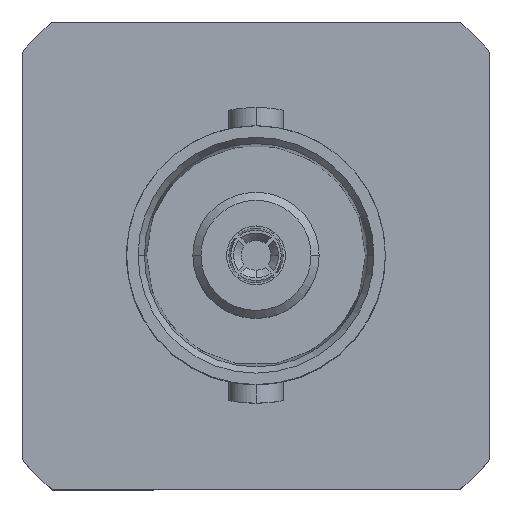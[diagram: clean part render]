
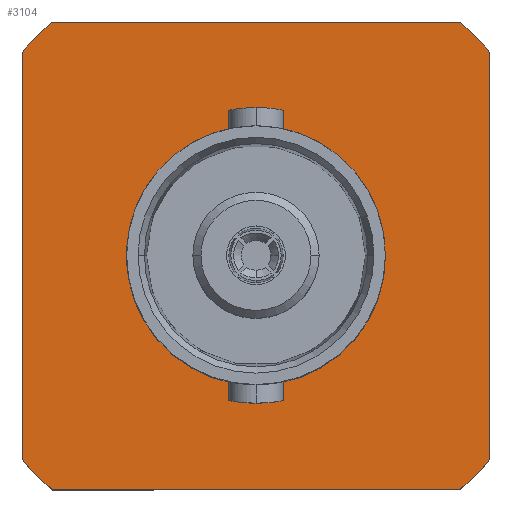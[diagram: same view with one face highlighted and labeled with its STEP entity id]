
A CAD part, top view. The second image highlights one B-rep face of the part: STEP entity #3104.
In plain terms, the highlighted planar face has unit normal (0, 0, 1).
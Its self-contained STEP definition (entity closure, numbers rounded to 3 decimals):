
#123 = DIRECTION ( 'NONE',  ( 0., -1., 0. ) ) ;
#165 = ORIENTED_EDGE ( 'NONE', *, *, #858, .T. ) ;
#192 = CARTESIAN_POINT ( 'NONE',  ( 0., 0., -15.8 ) ) ;
#234 = VERTEX_POINT ( 'NONE', #3597 ) ;
#281 = VERTEX_POINT ( 'NONE', #2920 ) ;
#310 = EDGE_CURVE ( 'NONE', #2829, #4514, #4937, .T. ) ;
#480 = VECTOR ( 'NONE', #4367, 1000. ) ;
#487 = PLANE ( 'NONE',  #5076 ) ;
#609 = LINE ( 'NONE', #5794, #1760 ) ;
#775 = LINE ( 'NONE', #5188, #480 ) ;
#786 = AXIS2_PLACEMENT_3D ( 'NONE', #5285, #2397, #5764 ) ;
#858 = EDGE_CURVE ( 'NONE', #1518, #2829, #775, .T. ) ;
#862 = CARTESIAN_POINT ( 'NONE',  ( -8.75, 7.616, -15.8 ) ) ;
#882 = CARTESIAN_POINT ( 'NONE',  ( 8.75, 8.75, -15.8 ) ) ;
#901 = AXIS2_PLACEMENT_3D ( 'NONE', #3580, #3572, #3557 ) ;
#1133 = AXIS2_PLACEMENT_3D ( 'NONE', #1935, #1912, #1870 ) ;
#1220 = VECTOR ( 'NONE', #4852, 1000. ) ;
#1368 = VECTOR ( 'NONE', #2259, 1000. ) ;
#1518 = VERTEX_POINT ( 'NONE', #862 ) ;
#1540 = DIRECTION ( 'NONE',  ( 0., 0., 1. ) ) ;
#1550 = CARTESIAN_POINT ( 'NONE',  ( 0., -4.84, -15.8 ) ) ;
#1556 = CIRCLE ( 'NONE', #4791, 4.84 ) ;
#1746 = VERTEX_POINT ( 'NONE', #1550 ) ;
#1760 = VECTOR ( 'NONE', #5730, 1000. ) ;
#1765 = DIRECTION ( 'NONE',  ( 0., 0., 1. ) ) ;
#1836 = VERTEX_POINT ( 'NONE', #4623 ) ;
#1870 = DIRECTION ( 'NONE',  ( 0., -1., 0. ) ) ;
#1912 = DIRECTION ( 'NONE',  ( 0., 0., 1. ) ) ;
#1913 = EDGE_LOOP ( 'NONE', ( #3617, #4012, #2137, #4132, #165, #4217, #5506, #2445 ) ) ;
#1935 = CARTESIAN_POINT ( 'NONE',  ( 0., 0., -15.8 ) ) ;
#2005 = VERTEX_POINT ( 'NONE', #5235 ) ;
#2137 = ORIENTED_EDGE ( 'NONE', *, *, #3088, .T. ) ;
#2259 = DIRECTION ( 'NONE',  ( 0., 1., 0. ) ) ;
#2311 = EDGE_CURVE ( 'NONE', #234, #1518, #5841, .T. ) ;
#2335 = CARTESIAN_POINT ( 'NONE',  ( 8.75, 7.616, -15.8 ) ) ;
#2359 = CARTESIAN_POINT ( 'NONE',  ( 8.75, -8.75, -15.8 ) ) ;
#2397 = DIRECTION ( 'NONE',  ( 0., 0., 1. ) ) ;
#2445 = ORIENTED_EDGE ( 'NONE', *, *, #3515, .T. ) ;
#2590 = CARTESIAN_POINT ( 'NONE',  ( 0., 4.84, -15.8 ) ) ;
#2757 = DIRECTION ( 'NONE',  ( 0., -1., 0. ) ) ;
#2829 = VERTEX_POINT ( 'NONE', #4647 ) ;
#2844 = ORIENTED_EDGE ( 'NONE', *, *, #5022, .F. ) ;
#2920 = CARTESIAN_POINT ( 'NONE',  ( 8.75, -7.616, -15.8 ) ) ;
#3088 = EDGE_CURVE ( 'NONE', #2005, #234, #6216, .T. ) ;
#3104 = ADVANCED_FACE ( 'NONE', ( #4819, #3709 ), #487, .F. ) ;
#3108 = DIRECTION ( 'NONE',  ( 0., 0., 1. ) ) ;
#3119 = CIRCLE ( 'NONE', #901, 11.6 ) ;
#3142 = EDGE_CURVE ( 'NONE', #4514, #1836, #609, .T. ) ;
#3482 = CARTESIAN_POINT ( 'NONE',  ( 0., 0., -15.8 ) ) ;
#3515 = EDGE_CURVE ( 'NONE', #1836, #281, #3581, .T. ) ;
#3557 = DIRECTION ( 'NONE',  ( 0., -1., 0. ) ) ;
#3572 = DIRECTION ( 'NONE',  ( 0., 0., 1. ) ) ;
#3580 = CARTESIAN_POINT ( 'NONE',  ( 0., 0., -15.8 ) ) ;
#3581 = CIRCLE ( 'NONE', #4538, 11.6 ) ;
#3597 = CARTESIAN_POINT ( 'NONE',  ( -7.616, 8.75, -15.8 ) ) ;
#3617 = ORIENTED_EDGE ( 'NONE', *, *, #4778, .T. ) ;
#3709 = FACE_OUTER_BOUND ( 'NONE', #1913, .T. ) ;
#3724 = VERTEX_POINT ( 'NONE', #2335 ) ;
#3789 = EDGE_LOOP ( 'NONE', ( #2844, #5534 ) ) ;
#4012 = ORIENTED_EDGE ( 'NONE', *, *, #4053, .T. ) ;
#4015 = LINE ( 'NONE', #2359, #1368 ) ;
#4053 = EDGE_CURVE ( 'NONE', #3724, #2005, #3119, .T. ) ;
#4094 = VERTEX_POINT ( 'NONE', #2590 ) ;
#4102 = CIRCLE ( 'NONE', #786, 4.84 ) ;
#4132 = ORIENTED_EDGE ( 'NONE', *, *, #2311, .T. ) ;
#4217 = ORIENTED_EDGE ( 'NONE', *, *, #310, .T. ) ;
#4367 = DIRECTION ( 'NONE',  ( 0., -1., 0. ) ) ;
#4514 = VERTEX_POINT ( 'NONE', #4877 ) ;
#4538 = AXIS2_PLACEMENT_3D ( 'NONE', #3482, #3108, #2757 ) ;
#4623 = CARTESIAN_POINT ( 'NONE',  ( 7.616, -8.75, -15.8 ) ) ;
#4647 = CARTESIAN_POINT ( 'NONE',  ( -8.75, -7.616, -15.8 ) ) ;
#4692 = CARTESIAN_POINT ( 'NONE',  ( 0., 0., -15.8 ) ) ;
#4778 = EDGE_CURVE ( 'NONE', #281, #3724, #4015, .T. ) ;
#4791 = AXIS2_PLACEMENT_3D ( 'NONE', #4692, #1765, #5162 ) ;
#4819 = FACE_BOUND ( 'NONE', #3789, .T. ) ;
#4852 = DIRECTION ( 'NONE',  ( -1., 0., 0. ) ) ;
#4877 = CARTESIAN_POINT ( 'NONE',  ( -7.616, -8.75, -15.8 ) ) ;
#4937 = CIRCLE ( 'NONE', #5674, 11.6 ) ;
#5022 = EDGE_CURVE ( 'NONE', #1746, #4094, #4102, .T. ) ;
#5076 = AXIS2_PLACEMENT_3D ( 'NONE', #6223, #5853, #5835 ) ;
#5162 = DIRECTION ( 'NONE',  ( 0., -1., 0. ) ) ;
#5188 = CARTESIAN_POINT ( 'NONE',  ( -8.75, 8.75, -15.8 ) ) ;
#5235 = CARTESIAN_POINT ( 'NONE',  ( 7.616, 8.75, -15.8 ) ) ;
#5285 = CARTESIAN_POINT ( 'NONE',  ( 0., 0., -15.8 ) ) ;
#5506 = ORIENTED_EDGE ( 'NONE', *, *, #3142, .T. ) ;
#5533 = EDGE_CURVE ( 'NONE', #4094, #1746, #1556, .T. ) ;
#5534 = ORIENTED_EDGE ( 'NONE', *, *, #5533, .F. ) ;
#5674 = AXIS2_PLACEMENT_3D ( 'NONE', #192, #1540, #123 ) ;
#5730 = DIRECTION ( 'NONE',  ( 1., 0., 0. ) ) ;
#5764 = DIRECTION ( 'NONE',  ( 0., -1., 0. ) ) ;
#5794 = CARTESIAN_POINT ( 'NONE',  ( -8.75, -8.75, -15.8 ) ) ;
#5835 = DIRECTION ( 'NONE',  ( 0., 1., 0. ) ) ;
#5841 = CIRCLE ( 'NONE', #1133, 11.6 ) ;
#5853 = DIRECTION ( 'NONE',  ( 0., 0., -1. ) ) ;
#6216 = LINE ( 'NONE', #882, #1220 ) ;
#6223 = CARTESIAN_POINT ( 'NONE',  ( 0., 4.84, -15.8 ) ) ;
